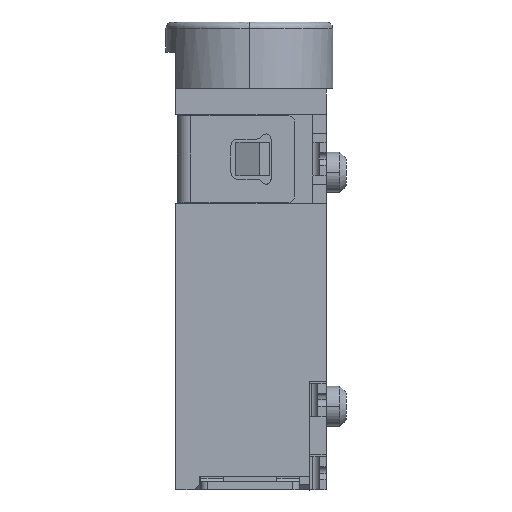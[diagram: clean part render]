
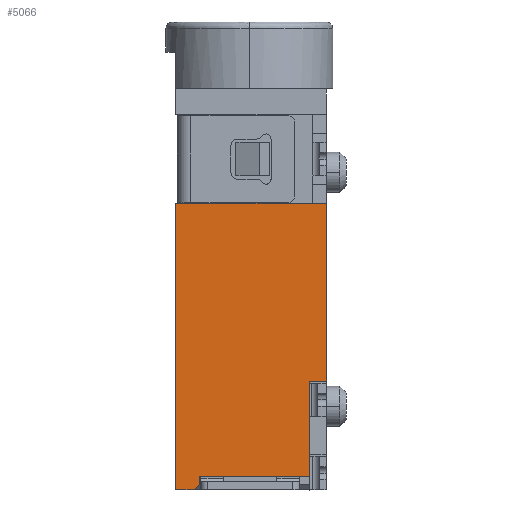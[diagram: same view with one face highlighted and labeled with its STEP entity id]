
A CAD part, left-side view. The second image highlights one B-rep face of the part: STEP entity #5066.
In plain terms, the highlighted planar face has unit normal (-1, 0, 0).
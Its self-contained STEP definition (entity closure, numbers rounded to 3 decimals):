
#3789 = VERTEX_POINT('',#3790);
#3790 = CARTESIAN_POINT('',(-3.15,1.55,0.15));
#3808 = VERTEX_POINT('',#3809);
#3809 = CARTESIAN_POINT('',(-3.15,1.55,0.4));
#3815 = EDGE_CURVE('',#3789,#3808,#3816,.T.);
#3816 = LINE('',#3817,#3818);
#3817 = CARTESIAN_POINT('',(-3.15,1.55,3.1));
#3818 = VECTOR('',#3819,1.);
#3819 = DIRECTION('',(0.,0.,1.));
#4051 = VERTEX_POINT('',#4052);
#4052 = CARTESIAN_POINT('',(-3.15,-1.75,3.25));
#4058 = EDGE_CURVE('',#4051,#4059,#4061,.T.);
#4059 = VERTEX_POINT('',#4060);
#4060 = CARTESIAN_POINT('',(-3.15,-1.75,0.4));
#4061 = LINE('',#4062,#4063);
#4062 = CARTESIAN_POINT('',(-3.15,-1.75,12.));
#4063 = VECTOR('',#4064,1.);
#4064 = DIRECTION('',(0.,0.,-1.));
#4081 = EDGE_CURVE('',#4059,#3808,#4082,.T.);
#4082 = LINE('',#4083,#4084);
#4083 = CARTESIAN_POINT('',(-3.15,2.25,0.4));
#4084 = VECTOR('',#4085,1.);
#4085 = DIRECTION('',(0.,1.,0.));
#4399 = VERTEX_POINT('',#4400);
#4400 = CARTESIAN_POINT('',(-3.15,2.25,8.58));
#4406 = EDGE_CURVE('',#4399,#4407,#4409,.T.);
#4407 = VERTEX_POINT('',#4408);
#4408 = CARTESIAN_POINT('',(-3.15,-2.25,8.58));
#4409 = LINE('',#4410,#4411);
#4410 = CARTESIAN_POINT('',(-3.15,2.25,8.58));
#4411 = VECTOR('',#4412,1.);
#4412 = DIRECTION('',(0.,-1.,0.));
#4822 = VERTEX_POINT('',#4823);
#4823 = CARTESIAN_POINT('',(-3.15,2.25,0.));
#4829 = EDGE_CURVE('',#4822,#4399,#4830,.T.);
#4830 = LINE('',#4831,#4832);
#4831 = CARTESIAN_POINT('',(-3.15,2.25,12.));
#4832 = VECTOR('',#4833,1.);
#4833 = DIRECTION('',(0.,0.,1.));
#4848 = VERTEX_POINT('',#4849);
#4849 = CARTESIAN_POINT('',(-3.15,1.7,0.));
#4864 = EDGE_CURVE('',#3789,#4848,#4865,.T.);
#4865 = LINE('',#4866,#4867);
#4866 = CARTESIAN_POINT('',(-3.15,1.55,0.15));
#4867 = VECTOR('',#4868,1.);
#4868 = DIRECTION('',(0.,0.707,-0.707));
#5047 = VERTEX_POINT('',#5048);
#5048 = CARTESIAN_POINT('',(-3.15,-2.25,3.25));
#5054 = EDGE_CURVE('',#5047,#4051,#5055,.T.);
#5055 = LINE('',#5056,#5057);
#5056 = CARTESIAN_POINT('',(-3.15,2.25,3.25));
#5057 = VECTOR('',#5058,1.);
#5058 = DIRECTION('',(0.,1.,0.));
#5066 = ADVANCED_FACE('',(#5067),#5088,.F.);
#5067 = FACE_BOUND('',#5068,.T.);
#5068 = EDGE_LOOP('',(#5069,#5070,#5071,#5072,#5073,#5074,#5080,#5081,
    #5082));
#5069 = ORIENTED_EDGE('',*,*,#4864,.F.);
#5070 = ORIENTED_EDGE('',*,*,#3815,.T.);
#5071 = ORIENTED_EDGE('',*,*,#4081,.F.);
#5072 = ORIENTED_EDGE('',*,*,#4058,.F.);
#5073 = ORIENTED_EDGE('',*,*,#5054,.F.);
#5074 = ORIENTED_EDGE('',*,*,#5075,.T.);
#5075 = EDGE_CURVE('',#5047,#4407,#5076,.T.);
#5076 = LINE('',#5077,#5078);
#5077 = CARTESIAN_POINT('',(-3.15,-2.25,12.));
#5078 = VECTOR('',#5079,1.);
#5079 = DIRECTION('',(0.,0.,1.));
#5080 = ORIENTED_EDGE('',*,*,#4406,.F.);
#5081 = ORIENTED_EDGE('',*,*,#4829,.F.);
#5082 = ORIENTED_EDGE('',*,*,#5083,.T.);
#5083 = EDGE_CURVE('',#4822,#4848,#5084,.T.);
#5084 = LINE('',#5085,#5086);
#5085 = CARTESIAN_POINT('',(-3.15,-2.25,0.));
#5086 = VECTOR('',#5087,1.);
#5087 = DIRECTION('',(0.,-1.,0.));
#5088 = PLANE('',#5089);
#5089 = AXIS2_PLACEMENT_3D('',#5090,#5091,#5092);
#5090 = CARTESIAN_POINT('',(-3.15,2.25,12.));
#5091 = DIRECTION('',(1.,0.,0.));
#5092 = DIRECTION('',(-0.,1.,0.));
